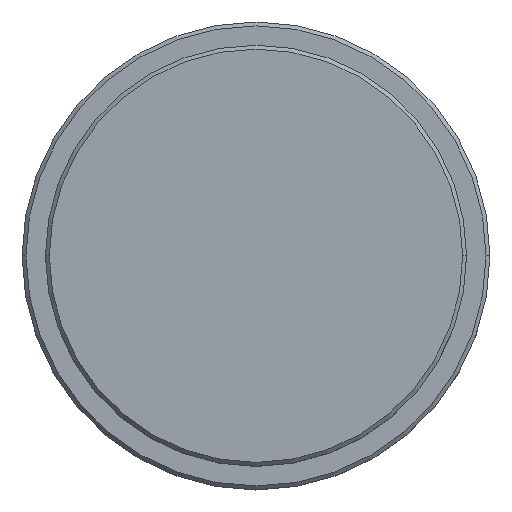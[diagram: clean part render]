
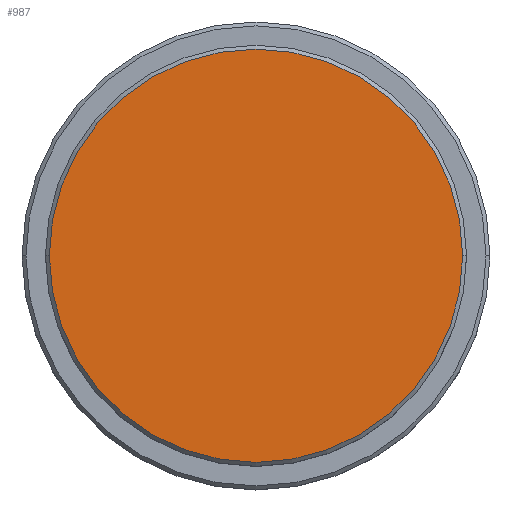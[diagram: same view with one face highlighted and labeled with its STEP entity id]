
A CAD part, top view. The second image highlights one B-rep face of the part: STEP entity #987.
In plain terms, the highlighted planar face has unit normal (0, 0, 1).
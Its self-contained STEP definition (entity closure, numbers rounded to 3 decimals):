
#35 = EDGE_LOOP ( 'NONE', ( #1242, #290 ) ) ;
#56 = AXIS2_PLACEMENT_3D ( 'NONE', #733, #115, #512 ) ;
#115 = DIRECTION ( 'NONE',  ( 0., 0., 1. ) ) ;
#215 = EDGE_CURVE ( 'NONE', #243, #940, #448, .T. ) ;
#217 = DIRECTION ( 'NONE',  ( 0., 0., 1. ) ) ;
#243 = VERTEX_POINT ( 'NONE', #568 ) ;
#290 = ORIENTED_EDGE ( 'NONE', *, *, #215, .T. ) ;
#313 = FACE_OUTER_BOUND ( 'NONE', #35, .T. ) ;
#325 = CIRCLE ( 'NONE', #868, 26.5 ) ;
#437 = CARTESIAN_POINT ( 'NONE',  ( 0., 0., 0. ) ) ;
#448 = CIRCLE ( 'NONE', #1394, 26.5 ) ;
#512 = DIRECTION ( 'NONE',  ( 1., 0., 0. ) ) ;
#568 = CARTESIAN_POINT ( 'NONE',  ( 26.5, 0., 0. ) ) ;
#630 = DIRECTION ( 'NONE',  ( 1., 0., 0. ) ) ;
#631 = EDGE_CURVE ( 'NONE', #940, #243, #325, .T. ) ;
#683 = CARTESIAN_POINT ( 'NONE',  ( -26.5, 0., 0. ) ) ;
#733 = CARTESIAN_POINT ( 'NONE',  ( 0., 0., 0. ) ) ;
#826 = PLANE ( 'NONE',  #56 ) ;
#829 = DIRECTION ( 'NONE',  ( 0., 0., 1. ) ) ;
#868 = AXIS2_PLACEMENT_3D ( 'NONE', #437, #829, #1282 ) ;
#940 = VERTEX_POINT ( 'NONE', #683 ) ;
#987 = ADVANCED_FACE ( 'NONE', ( #313 ), #826, .T. ) ;
#1177 = CARTESIAN_POINT ( 'NONE',  ( 0., 0., 0. ) ) ;
#1242 = ORIENTED_EDGE ( 'NONE', *, *, #631, .T. ) ;
#1282 = DIRECTION ( 'NONE',  ( 1., 0., 0. ) ) ;
#1394 = AXIS2_PLACEMENT_3D ( 'NONE', #1177, #217, #630 ) ;
